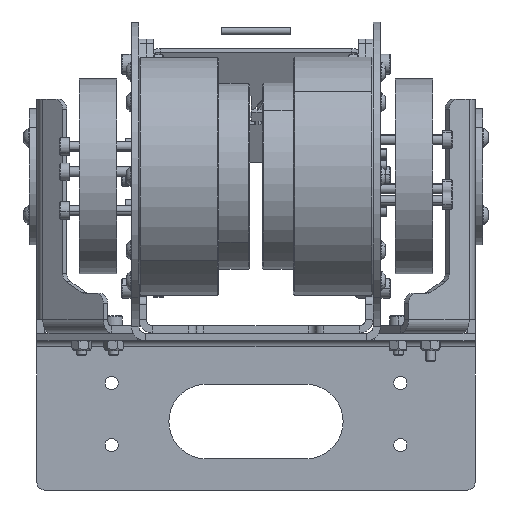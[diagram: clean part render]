
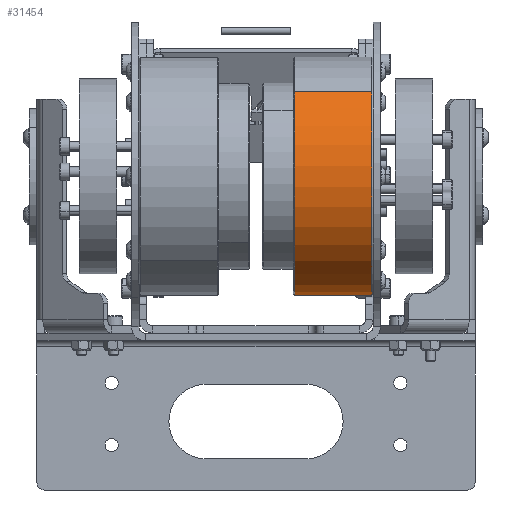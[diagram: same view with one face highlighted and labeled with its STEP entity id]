
A CAD part, front view. The second image highlights one B-rep face of the part: STEP entity #31454.
In plain terms, the highlighted cylindrical face has radius 48 mm (diameter 96 mm), a partial arc.
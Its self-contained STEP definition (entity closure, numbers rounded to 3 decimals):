
#4030 = AXIS2_PLACEMENT_3D ( 'NONE', #8626, #26680, #38690 ) ;
#5488 = ORIENTED_EDGE ( 'NONE', *, *, #14351, .T. ) ;
#6143 = DIRECTION ( 'NONE',  ( -1., 0., 0. ) ) ;
#6870 = CYLINDRICAL_SURFACE ( 'NONE', #10263, 48. ) ;
#8626 = CARTESIAN_POINT ( 'NONE',  ( -31.5, 0., 0. ) ) ;
#9460 = EDGE_CURVE ( 'NONE', #26156, #36544, #25096, .T. ) ;
#9775 = LINE ( 'NONE', #25069, #11911 ) ;
#9854 = ORIENTED_EDGE ( 'NONE', *, *, #9460, .F. ) ;
#10263 = AXIS2_PLACEMENT_3D ( 'NONE', #36749, #19045, #18669 ) ;
#10382 = CARTESIAN_POINT ( 'NONE',  ( -32., 0., -48. ) ) ;
#11911 = VECTOR ( 'NONE', #31210, 1000. ) ;
#12543 = VERTEX_POINT ( 'NONE', #20310 ) ;
#12883 = CIRCLE ( 'NONE', #34864, 48. ) ;
#14351 = EDGE_CURVE ( 'NONE', #26156, #12543, #12883, .T. ) ;
#14378 = ORIENTED_EDGE ( 'NONE', *, *, #31725, .T. ) ;
#16725 = CARTESIAN_POINT ( 'NONE',  ( -0.5, 0., -48. ) ) ;
#17923 = CARTESIAN_POINT ( 'NONE',  ( -0.5, 0., 0. ) ) ;
#18669 = DIRECTION ( 'NONE',  ( 0., 0., 1. ) ) ;
#19045 = DIRECTION ( 'NONE',  ( -1., 0., 0. ) ) ;
#19878 = CARTESIAN_POINT ( 'NONE',  ( -31.5, 0., -48. ) ) ;
#20310 = CARTESIAN_POINT ( 'NONE',  ( -0.5, 0., 48. ) ) ;
#25069 = CARTESIAN_POINT ( 'NONE',  ( -32., 0., 48. ) ) ;
#25096 = LINE ( 'NONE', #10382, #28278 ) ;
#26156 = VERTEX_POINT ( 'NONE', #16725 ) ;
#26680 = DIRECTION ( 'NONE',  ( 1., 0., 0. ) ) ;
#27557 = VERTEX_POINT ( 'NONE', #27724 ) ;
#27724 = CARTESIAN_POINT ( 'NONE',  ( -31.5, 0., 48. ) ) ;
#28278 = VECTOR ( 'NONE', #34177, 1000. ) ;
#29139 = CIRCLE ( 'NONE', #4030, 48. ) ;
#29254 = EDGE_CURVE ( 'NONE', #12543, #27557, #9775, .T. ) ;
#30704 = DIRECTION ( 'NONE',  ( 0., 0., -1. ) ) ;
#31210 = DIRECTION ( 'NONE',  ( -1., 0., 0. ) ) ;
#31454 = ADVANCED_FACE ( 'NONE', ( #33625 ), #6870, .T. ) ;
#31725 = EDGE_CURVE ( 'NONE', #27557, #36544, #29139, .T. ) ;
#33534 = ORIENTED_EDGE ( 'NONE', *, *, #29254, .T. ) ;
#33625 = FACE_OUTER_BOUND ( 'NONE', #33989, .T. ) ;
#33989 = EDGE_LOOP ( 'NONE', ( #9854, #5488, #33534, #14378 ) ) ;
#34177 = DIRECTION ( 'NONE',  ( -1., 0., 0. ) ) ;
#34864 = AXIS2_PLACEMENT_3D ( 'NONE', #17923, #6143, #30704 ) ;
#36544 = VERTEX_POINT ( 'NONE', #19878 ) ;
#36749 = CARTESIAN_POINT ( 'NONE',  ( -32., 0., 0. ) ) ;
#38690 = DIRECTION ( 'NONE',  ( 0., 0., -1. ) ) ;
